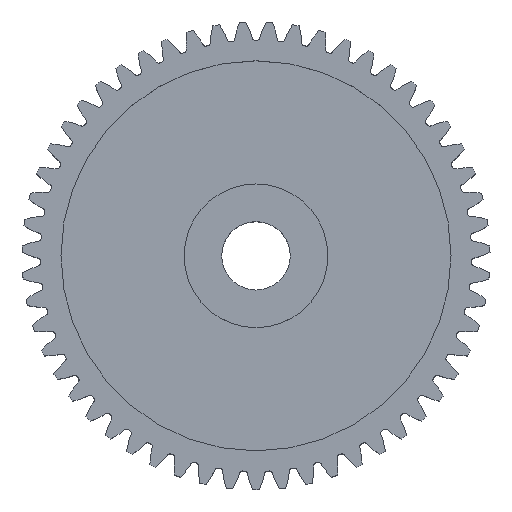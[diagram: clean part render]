
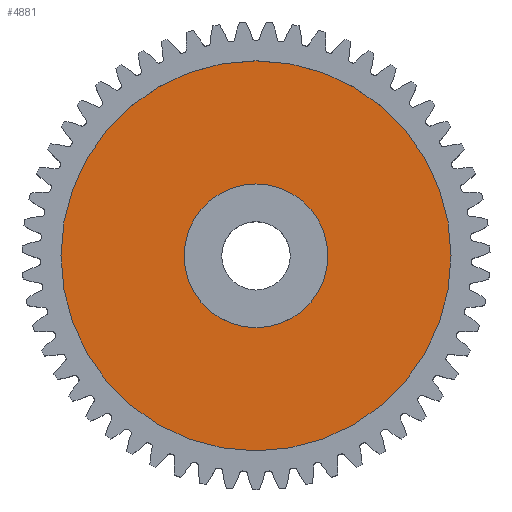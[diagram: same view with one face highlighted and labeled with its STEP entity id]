
A CAD part, top view. The second image highlights one B-rep face of the part: STEP entity #4881.
In plain terms, the highlighted planar face has unit normal (0, 0, 1).
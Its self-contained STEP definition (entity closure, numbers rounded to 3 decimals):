
#728 = DIRECTION ( 'NONE',  ( -1., 0., 0. ) ) ;
#729 = DIRECTION ( 'NONE',  ( 0., 0., -1. ) ) ;
#741 = AXIS2_PLACEMENT_3D ( 'NONE', #759, #729, #728 ) ;
#753 = CIRCLE ( 'NONE', #741, 10.5 ) ;
#759 = CARTESIAN_POINT ( 'NONE',  ( 0., 0., 7.75 ) ) ;
#1484 = CARTESIAN_POINT ( 'NONE',  ( 10.5, 0., 7.75 ) ) ;
#1639 = CARTESIAN_POINT ( 'NONE',  ( -10.5, 0., 7.75 ) ) ;
#4787 = EDGE_CURVE ( 'NONE', #5655, #5727, #12536, .T. ) ;
#4873 = ORIENTED_EDGE ( 'NONE', *, *, #11271, .F. ) ;
#4880 = EDGE_LOOP ( 'NONE', ( #4905, #4895 ) ) ;
#4881 = ADVANCED_FACE ( 'NONE', ( #12684, #12694 ), #12655, .F. ) ;
#4882 = ORIENTED_EDGE ( 'NONE', *, *, #4893, .F. ) ;
#4892 = EDGE_LOOP ( 'NONE', ( #4882, #4873 ) ) ;
#4893 = EDGE_CURVE ( 'NONE', #11264, #11288, #12769, .T. ) ;
#4895 = ORIENTED_EDGE ( 'NONE', *, *, #4787, .T. ) ;
#4905 = ORIENTED_EDGE ( 'NONE', *, *, #5275, .T. ) ;
#5275 = EDGE_CURVE ( 'NONE', #5727, #5655, #753, .T. ) ;
#5655 = VERTEX_POINT ( 'NONE', #1484 ) ;
#5727 = VERTEX_POINT ( 'NONE', #1639 ) ;
#7156 = CIRCLE ( 'NONE', #7210, 28.5 ) ;
#7164 = CARTESIAN_POINT ( 'NONE',  ( 28.5, 0., 7.75 ) ) ;
#7185 = CARTESIAN_POINT ( 'NONE',  ( -28.5, 0., 7.75 ) ) ;
#7210 = AXIS2_PLACEMENT_3D ( 'NONE', #7268, #7267, #7266 ) ;
#7266 = DIRECTION ( 'NONE',  ( -1., 0., 0. ) ) ;
#7267 = DIRECTION ( 'NONE',  ( 0., 0., -1. ) ) ;
#7268 = CARTESIAN_POINT ( 'NONE',  ( 0., 0., 7.75 ) ) ;
#11264 = VERTEX_POINT ( 'NONE', #7185 ) ;
#11271 = EDGE_CURVE ( 'NONE', #11288, #11264, #7156, .T. ) ;
#11288 = VERTEX_POINT ( 'NONE', #7164 ) ;
#12536 = CIRCLE ( 'NONE', #12547, 10.5 ) ;
#12546 = DIRECTION ( 'NONE',  ( -1., 0., 0. ) ) ;
#12547 = AXIS2_PLACEMENT_3D ( 'NONE', #12572, #12564, #12546 ) ;
#12564 = DIRECTION ( 'NONE',  ( 0., 0., -1. ) ) ;
#12572 = CARTESIAN_POINT ( 'NONE',  ( 0., 0., 7.75 ) ) ;
#12655 = PLANE ( 'NONE',  #12672 ) ;
#12657 = DIRECTION ( 'NONE',  ( -1., 0., 0. ) ) ;
#12669 = DIRECTION ( 'NONE',  ( 0., 0., -1. ) ) ;
#12670 = CARTESIAN_POINT ( 'NONE',  ( 0., 0., 7.75 ) ) ;
#12672 = AXIS2_PLACEMENT_3D ( 'NONE', #12670, #12669, #12657 ) ;
#12684 = FACE_BOUND ( 'NONE', #4880, .T. ) ;
#12694 = FACE_OUTER_BOUND ( 'NONE', #4892, .T. ) ;
#12717 = AXIS2_PLACEMENT_3D ( 'NONE', #12721, #12728, #12726 ) ;
#12721 = CARTESIAN_POINT ( 'NONE',  ( 0., 0., 7.75 ) ) ;
#12726 = DIRECTION ( 'NONE',  ( -1., 0., 0. ) ) ;
#12728 = DIRECTION ( 'NONE',  ( 0., 0., -1. ) ) ;
#12769 = CIRCLE ( 'NONE', #12717, 28.5 ) ;
